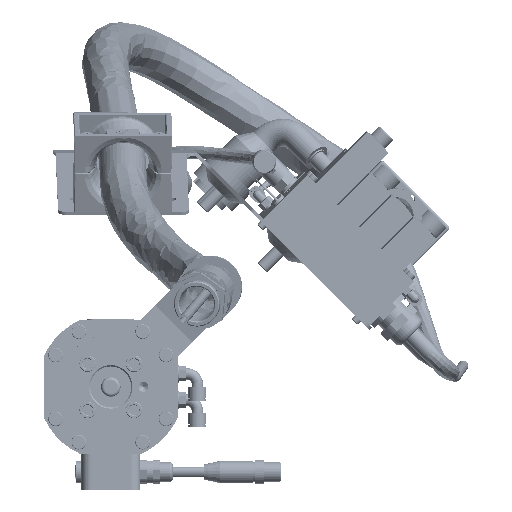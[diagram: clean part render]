
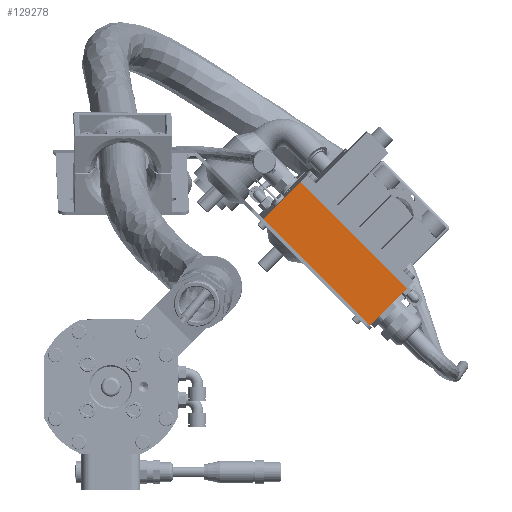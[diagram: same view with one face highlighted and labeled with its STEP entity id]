
A CAD part, front view. The second image highlights one B-rep face of the part: STEP entity #129278.
In plain terms, the highlighted planar face has unit normal (0.017, -1, -0.017).
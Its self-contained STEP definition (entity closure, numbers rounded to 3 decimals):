
#3015 = VECTOR ( 'NONE', #180533, 1000. ) ;
#4268 = CARTESIAN_POINT ( 'NONE',  ( 158.315, 473.217, 37.548 ) ) ;
#10536 = VERTEX_POINT ( 'NONE', #170547 ) ;
#13296 = CARTESIAN_POINT ( 'NONE',  ( 158.315, 473.217, 37.548 ) ) ;
#18098 = EDGE_CURVE ( 'NONE', #116226, #10536, #159912, .T. ) ;
#19060 = DIRECTION ( 'NONE',  ( 0.707, 0., 0.707 ) ) ;
#24748 = LINE ( 'NONE', #155784, #107503 ) ;
#30073 = DIRECTION ( 'NONE',  ( -0.017, 1., 0.017 ) ) ;
#31220 = LINE ( 'NONE', #4268, #143894 ) ;
#42497 = DIRECTION ( 'NONE',  ( 0.707, 0., 0.707 ) ) ;
#42729 = VECTOR ( 'NONE', #42497, 1000. ) ;
#59090 = ORIENTED_EDGE ( 'NONE', *, *, #60390, .F. ) ;
#59284 = ORIENTED_EDGE ( 'NONE', *, *, #94188, .T. ) ;
#60390 = EDGE_CURVE ( 'NONE', #124056, #116226, #24748, .T. ) ;
#62471 = AXIS2_PLACEMENT_3D ( 'NONE', #13296, #30073, #132923 ) ;
#79831 = EDGE_LOOP ( 'NONE', ( #59284, #160717, #98083, #59090 ) ) ;
#81236 = LINE ( 'NONE', #166058, #3015 ) ;
#91552 = VERTEX_POINT ( 'NONE', #92710 ) ;
#92710 = CARTESIAN_POINT ( 'NONE',  ( 180.943, 473.217, 60.175 ) ) ;
#94188 = EDGE_CURVE ( 'NONE', #124056, #91552, #31220, .T. ) ;
#98083 = ORIENTED_EDGE ( 'NONE', *, *, #18098, .F. ) ;
#101715 = CARTESIAN_POINT ( 'NONE',  ( 93.284, 470.951, 102.585 ) ) ;
#104557 = FACE_OUTER_BOUND ( 'NONE', #79831, .T. ) ;
#107503 = VECTOR ( 'NONE', #152642, 1000. ) ;
#111648 = CARTESIAN_POINT ( 'NONE',  ( 93.284, 470.951, 102.585 ) ) ;
#115559 = CARTESIAN_POINT ( 'NONE',  ( 158.315, 473.217, 37.548 ) ) ;
#116226 = VERTEX_POINT ( 'NONE', #101715 ) ;
#124056 = VERTEX_POINT ( 'NONE', #115559 ) ;
#125613 = EDGE_CURVE ( 'NONE', #10536, #91552, #81236, .T. ) ;
#129278 = ADVANCED_FACE ( 'NONE', ( #104557 ), #176135, .F. ) ;
#132923 = DIRECTION ( 'NONE',  ( -0.707, 0., -0.707 ) ) ;
#143894 = VECTOR ( 'NONE', #19060, 1000. ) ;
#152642 = DIRECTION ( 'NONE',  ( -0.707, -0.025, 0.707 ) ) ;
#155784 = CARTESIAN_POINT ( 'NONE',  ( 158.315, 473.217, 37.548 ) ) ;
#159912 = LINE ( 'NONE', #111648, #42729 ) ;
#160717 = ORIENTED_EDGE ( 'NONE', *, *, #125613, .F. ) ;
#166058 = CARTESIAN_POINT ( 'NONE',  ( 115.912, 470.951, 125.212 ) ) ;
#170547 = CARTESIAN_POINT ( 'NONE',  ( 115.912, 470.951, 125.212 ) ) ;
#176135 = PLANE ( 'NONE',  #62471 ) ;
#180533 = DIRECTION ( 'NONE',  ( 0.707, 0.025, -0.707 ) ) ;
